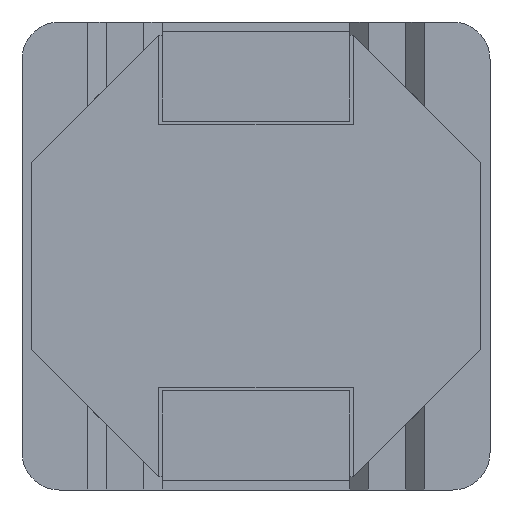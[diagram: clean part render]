
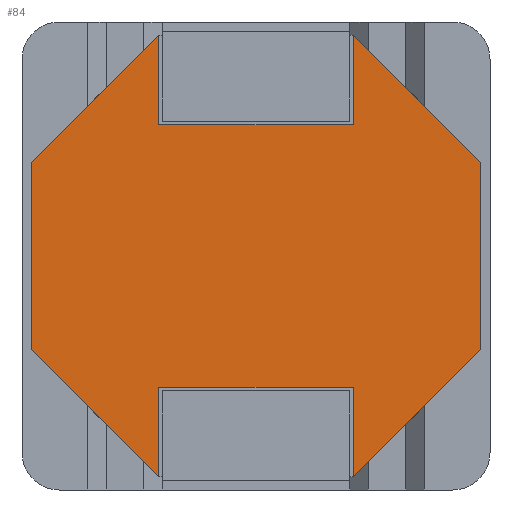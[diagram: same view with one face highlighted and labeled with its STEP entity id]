
A CAD part, front view. The second image highlights one B-rep face of the part: STEP entity #84.
In plain terms, the highlighted planar face has unit normal (0, -1, 0).
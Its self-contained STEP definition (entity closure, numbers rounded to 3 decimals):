
#84=ADVANCED_FACE('',(#216),#217,.F.);
#216=FACE_OUTER_BOUND('',#402,.T.);
#217=PLANE('',#403);
#402=EDGE_LOOP('',(#859,#860,#861,#862,#863,#864,#865,#866,#867,#868,#869,#870));
#403=AXIS2_PLACEMENT_3D('',#871,#872,#873);
#859=ORIENTED_EDGE('',*,*,#1471,.T.);
#860=ORIENTED_EDGE('',*,*,#1472,.F.);
#861=ORIENTED_EDGE('',*,*,#1473,.F.);
#862=ORIENTED_EDGE('',*,*,#1474,.F.);
#863=ORIENTED_EDGE('',*,*,#1426,.F.);
#864=ORIENTED_EDGE('',*,*,#1475,.T.);
#865=ORIENTED_EDGE('',*,*,#1476,.T.);
#866=ORIENTED_EDGE('',*,*,#1477,.F.);
#867=ORIENTED_EDGE('',*,*,#1478,.F.);
#868=ORIENTED_EDGE('',*,*,#1479,.F.);
#869=ORIENTED_EDGE('',*,*,#1480,.F.);
#870=ORIENTED_EDGE('',*,*,#1481,.T.);
#871=CARTESIAN_POINT('',(0.0,0.0,0.0));
#872=DIRECTION('',(-0.0,1.0,0.0));
#873=DIRECTION('',(1.0,0.0,0.0));
#1426=EDGE_CURVE('',#1783,#1785,#1786,.T.);
#1471=EDGE_CURVE('',#1867,#1868,#1869,.T.);
#1472=EDGE_CURVE('',#1870,#1868,#1871,.T.);
#1473=EDGE_CURVE('',#1872,#1870,#1873,.T.);
#1474=EDGE_CURVE('',#1785,#1872,#1874,.T.);
#1475=EDGE_CURVE('',#1783,#1875,#1876,.T.);
#1476=EDGE_CURVE('',#1875,#1877,#1878,.T.);
#1477=EDGE_CURVE('',#1879,#1877,#1880,.T.);
#1478=EDGE_CURVE('',#1881,#1879,#1882,.T.);
#1479=EDGE_CURVE('',#1883,#1881,#1884,.T.);
#1480=EDGE_CURVE('',#1885,#1883,#1886,.T.);
#1481=EDGE_CURVE('',#1885,#1867,#1887,.T.);
#1783=VERTEX_POINT('',#2331);
#1785=VERTEX_POINT('',#2334);
#1786=LINE('',#2335,#2336);
#1867=VERTEX_POINT('',#2461);
#1868=VERTEX_POINT('',#2462);
#1869=LINE('',#2463,#2464);
#1870=VERTEX_POINT('',#2465);
#1871=LINE('',#2466,#2467);
#1872=VERTEX_POINT('',#2468);
#1873=LINE('',#2469,#2470);
#1874=LINE('',#2471,#2472);
#1875=VERTEX_POINT('',#2473);
#1876=LINE('',#2474,#2475);
#1877=VERTEX_POINT('',#2476);
#1878=LINE('',#2477,#2478);
#1879=VERTEX_POINT('',#2479);
#1880=LINE('',#2480,#2481);
#1881=VERTEX_POINT('',#2482);
#1882=LINE('',#2483,#2484);
#1883=VERTEX_POINT('',#2485);
#1884=LINE('',#2486,#2487);
#1885=VERTEX_POINT('',#2488);
#1886=LINE('',#2489,#2490);
#1887=LINE('',#2491,#2492);
#2331=CARTESIAN_POINT('',(2.6,0.0,5.9));
#2334=CARTESIAN_POINT('',(6.0,0.0,2.5));
#2335=CARTESIAN_POINT('',(2.6,0.0,5.9));
#2336=VECTOR('',#2873,4.808);
#2461=CARTESIAN_POINT('',(-2.6,0.0,-3.5));
#2462=CARTESIAN_POINT('',(2.6,0.0,-3.5));
#2463=CARTESIAN_POINT('',(-2.6,0.0,-3.5));
#2464=VECTOR('',#2918,5.2);
#2465=CARTESIAN_POINT('',(2.6,0.0,-5.9));
#2466=CARTESIAN_POINT('',(2.6,0.0,-5.9));
#2467=VECTOR('',#2919,2.4);
#2468=CARTESIAN_POINT('',(6.0,0.0,-2.5));
#2469=CARTESIAN_POINT('',(6.0,0.0,-2.5));
#2470=VECTOR('',#2920,4.808);
#2471=CARTESIAN_POINT('',(6.0,0.0,2.5));
#2472=VECTOR('',#2921,5.0);
#2473=CARTESIAN_POINT('',(2.6,0.0,3.5));
#2474=CARTESIAN_POINT('',(2.6,0.0,5.9));
#2475=VECTOR('',#2922,2.4);
#2476=CARTESIAN_POINT('',(-2.6,0.0,3.5));
#2477=CARTESIAN_POINT('',(2.6,0.0,3.5));
#2478=VECTOR('',#2923,5.2);
#2479=CARTESIAN_POINT('',(-2.6,0.0,5.9));
#2480=CARTESIAN_POINT('',(-2.6,0.0,5.9));
#2481=VECTOR('',#2924,2.4);
#2482=CARTESIAN_POINT('',(-6.0,0.0,2.5));
#2483=CARTESIAN_POINT('',(-6.0,0.0,2.5));
#2484=VECTOR('',#2925,4.808);
#2485=CARTESIAN_POINT('',(-6.0,0.0,-2.5));
#2486=CARTESIAN_POINT('',(-6.0,0.0,-2.5));
#2487=VECTOR('',#2926,5.0);
#2488=CARTESIAN_POINT('',(-2.6,0.0,-5.9));
#2489=CARTESIAN_POINT('',(-2.6,0.0,-5.9));
#2490=VECTOR('',#2927,4.808);
#2491=CARTESIAN_POINT('',(-2.6,0.0,-5.9));
#2492=VECTOR('',#2928,2.4);
#2873=DIRECTION('',(0.707,0.0,-0.707));
#2918=DIRECTION('',(1.0,0.0,0.0));
#2919=DIRECTION('',(0.0,0.0,1.0));
#2920=DIRECTION('',(-0.707,0.0,-0.707));
#2921=DIRECTION('',(0.0,0.0,-1.0));
#2922=DIRECTION('',(0.0,0.0,-1.0));
#2923=DIRECTION('',(-1.0,0.0,0.0));
#2924=DIRECTION('',(0.0,0.0,-1.0));
#2925=DIRECTION('',(0.707,0.0,0.707));
#2926=DIRECTION('',(0.0,0.0,1.0));
#2927=DIRECTION('',(-0.707,0.0,0.707));
#2928=DIRECTION('',(0.0,0.0,1.0));
